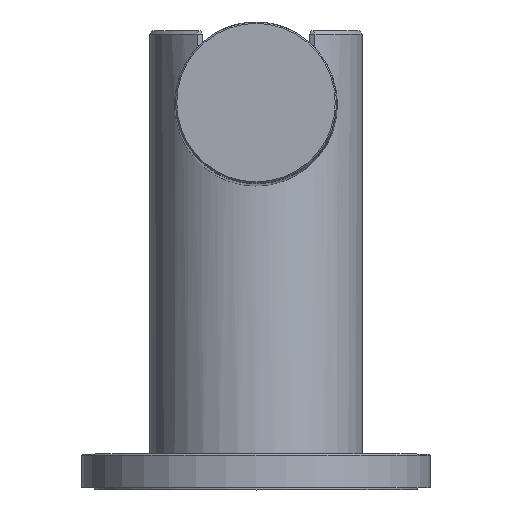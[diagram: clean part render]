
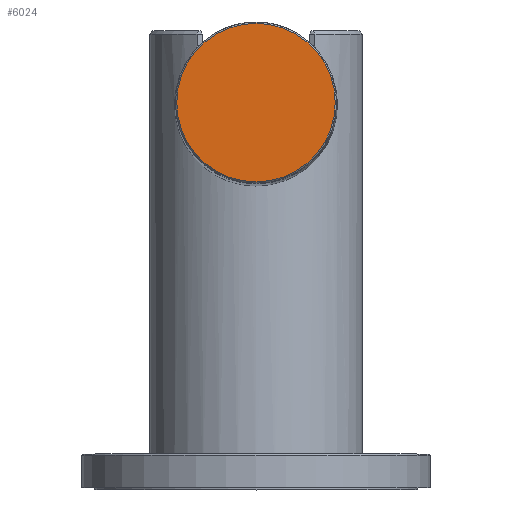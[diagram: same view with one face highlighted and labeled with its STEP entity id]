
A CAD part, top view. The second image highlights one B-rep face of the part: STEP entity #6024.
In plain terms, the highlighted planar face has unit normal (0, 0, 1).
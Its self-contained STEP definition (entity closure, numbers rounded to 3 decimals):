
#1686=ORIENTED_EDGE('',*,*,#2420,.T.);
#2420=EDGE_CURVE('',#2880,#2880,#3132,.T.);
#2880=VERTEX_POINT('',#13884);
#3132=CIRCLE('',#6544,11.8);
#3555=EDGE_LOOP('',(#1686));
#4082=FACE_BOUND('',#3555,.T.);
#4320=PLANE('',#6543);
#6024=ADVANCED_FACE('',(#4082),#4320,.F.);
#6543=AXIS2_PLACEMENT_3D('',#13882,#7588,#7589);
#6544=AXIS2_PLACEMENT_3D('',#13883,#7590,#7591);
#7588=DIRECTION('',(0.,0.,-1.));
#7589=DIRECTION('',(0.,-1.,0.));
#7590=DIRECTION('',(0.,0.,1.));
#7591=DIRECTION('',(0.,1.,0.));
#13882=CARTESIAN_POINT('',(0.,0.,0.));
#13883=CARTESIAN_POINT('',(0.,0.,0.));
#13884=CARTESIAN_POINT('',(0.,11.8,0.));
